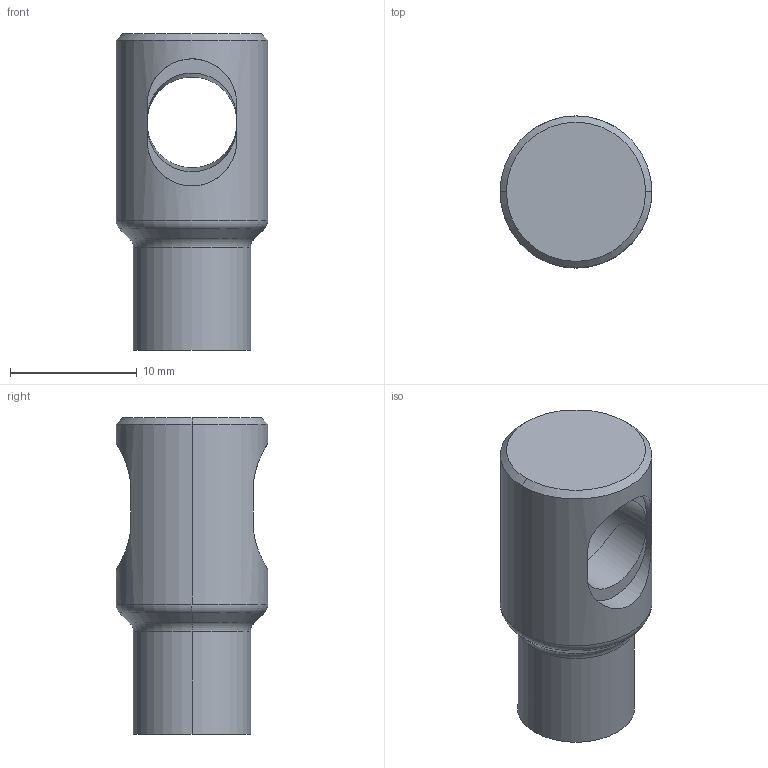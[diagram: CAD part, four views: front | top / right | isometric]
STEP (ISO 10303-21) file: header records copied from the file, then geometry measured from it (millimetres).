
FILE_DESCRIPTION((''),'2;1');
FILE_NAME('F-678271_02-0121_X00_PRT','2022-01-06T10:21:42',('SYSTEM'),(''),'CREO PARAMETRIC BY PTC INC, 2020414','CREO PARAMETRIC BY PTC INC, 2020414','');
FILE_SCHEMA(('AUTOMOTIVE_DESIGN { 1 0 10303 214 1 1 1 1 }'));
Length unit declared in the file: millimetre
Products named in the file (1): F-678271_02-0121_X00_PRT
Bounding box: 12 x 12 x 25 mm (x, y, z)
Volume: 1429.5 mm3; surface area: 1443.7 mm2
Topology: 1 solids, 1 shells, 41 faces, 98 edges, 59 vertices
Faces by surface type: cylinder 18, plane 9, cone 8, torus 6
Entity records: 2597 total; most frequent: CARTESIAN_POINT 910, DIRECTION 210, ORIENTED_EDGE 192, PROPERTY_DEFINITION 107, REPRESENTATION 106, PROPERTY_DEFINITION_REPRESENTATION 106, EDGE_CURVE 96, GENERAL_PROPERTY 88
